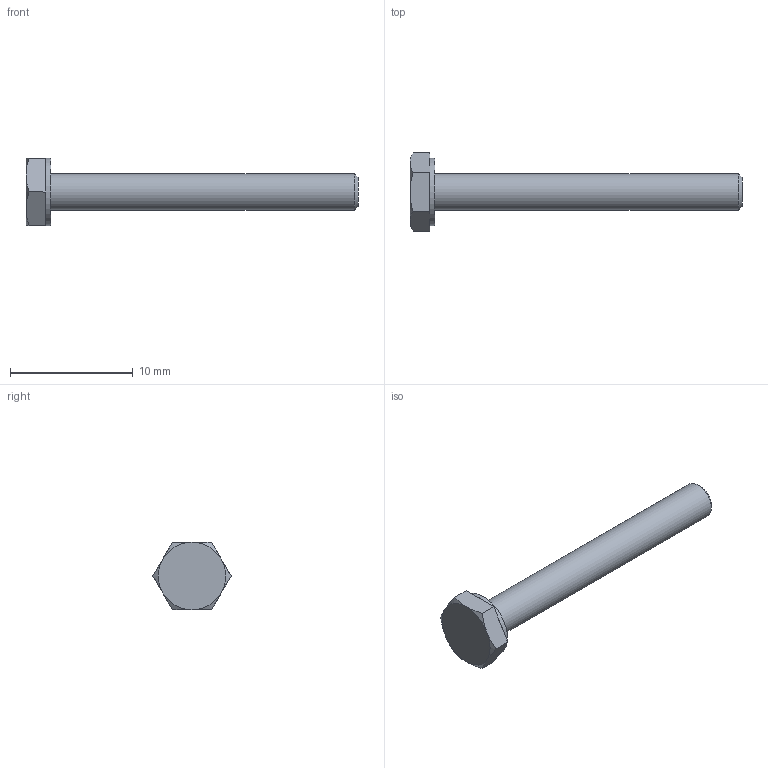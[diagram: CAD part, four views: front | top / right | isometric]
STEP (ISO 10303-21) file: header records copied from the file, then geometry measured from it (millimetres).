
FILE_DESCRIPTION(/* description */ ('Bulloni e viti di precisione esagonali metrici ISO'),/* implementation_level */ '2;1');
FILE_NAME(/* name */ 'AS 1110 - Metrico M3 x 25_ipt_e642c07.STEP',/* time_stamp */ '2020-02-10T12:18:25+01:00',/* author */ ('socci'),/* organization */ (''),/* preprocessor_version */ 'ST-DEVELOPER v18',/* originating_system */ 'Autodesk Inventor 2020',/* authorisation */ '');
FILE_SCHEMA (('AUTOMOTIVE_DESIGN { 1 0 10303 214 3 1 1 }'));
Length unit declared in the file: millimetre
Products named in the file (1): AS 1110 - M3 x 25
Bounding box: 27 x 6.35 x 5.5 mm (x, y, z)
Volume: 227.5 mm3; surface area: 322.4 mm2
Topology: 1 solids, 1 shells, 24 faces, 53 edges, 32 vertices
Faces by surface type: plane 15, cone 7, cylinder 2
Full cylindrical faces by diameter (mm): 3 x1, 5.5 x1
Entity records: 686 total; most frequent: CARTESIAN_POINT 134, DIRECTION 111, ORIENTED_EDGE 106, EDGE_CURVE 53, AXIS2_PLACEMENT_3D 45, VERTEX_POINT 32, EDGE_LOOP 25, FACE_OUTER_BOUND 24
